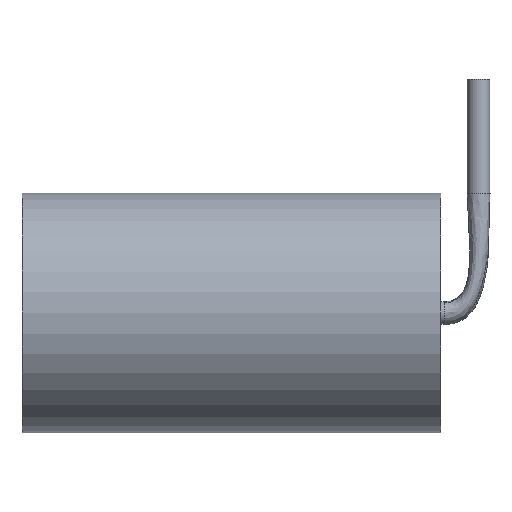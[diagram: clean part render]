
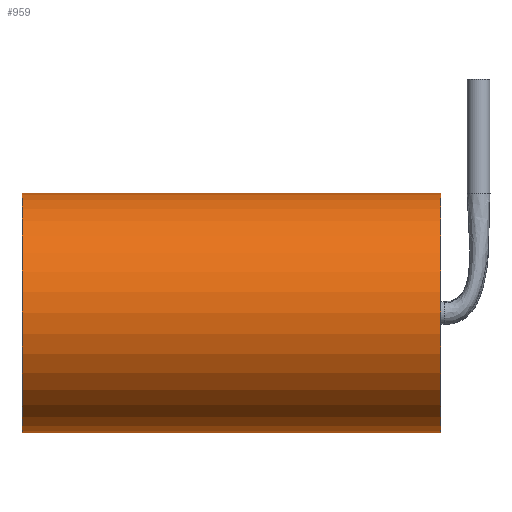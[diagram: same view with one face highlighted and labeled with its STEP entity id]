
A CAD part, front view. The second image highlights one B-rep face of the part: STEP entity #959.
In plain terms, the highlighted cylindrical face has radius 3.15 mm (diameter 6.3 mm), a partial arc.
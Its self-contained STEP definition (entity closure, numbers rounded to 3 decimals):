
#22 = DIRECTION ( 'NONE',  ( 1., 0., 0. ) ) ;
#39 = CYLINDRICAL_SURFACE ( 'NONE', #265, 3.15 ) ;
#77 = EDGE_CURVE ( 'NONE', #937, #780, #617, .T. ) ;
#103 = CARTESIAN_POINT ( 'NONE',  ( 0., 0., 0. ) ) ;
#110 = EDGE_CURVE ( 'NONE', #937, #1028, #432, .T. ) ;
#112 = CARTESIAN_POINT ( 'NONE',  ( -11., 0., 0. ) ) ;
#113 = DIRECTION ( 'NONE',  ( 1., 0., 0. ) ) ;
#120 = FACE_OUTER_BOUND ( 'NONE', #807, .T. ) ;
#142 = LINE ( 'NONE', #989, #266 ) ;
#186 = DIRECTION ( 'NONE',  ( 0., 0., -1. ) ) ;
#197 = EDGE_CURVE ( 'NONE', #1028, #858, #142, .T. ) ;
#200 = CARTESIAN_POINT ( 'NONE',  ( -11., 0., 0. ) ) ;
#246 = AXIS2_PLACEMENT_3D ( 'NONE', #861, #270, #186 ) ;
#265 = AXIS2_PLACEMENT_3D ( 'NONE', #536, #22, #867 ) ;
#266 = VECTOR ( 'NONE', #811, 1000. ) ;
#270 = DIRECTION ( 'NONE',  ( 1., 0., 0. ) ) ;
#325 = EDGE_CURVE ( 'NONE', #780, #858, #907, .T. ) ;
#334 = ORIENTED_EDGE ( 'NONE', *, *, #110, .T. ) ;
#432 = CIRCLE ( 'NONE', #559, 3.15 ) ;
#536 = CARTESIAN_POINT ( 'NONE',  ( -11., 0., -3.15 ) ) ;
#546 = ORIENTED_EDGE ( 'NONE', *, *, #197, .T. ) ;
#559 = AXIS2_PLACEMENT_3D ( 'NONE', #1048, #113, #795 ) ;
#617 = LINE ( 'NONE', #200, #739 ) ;
#626 = ORIENTED_EDGE ( 'NONE', *, *, #325, .F. ) ;
#739 = VECTOR ( 'NONE', #868, 1000. ) ;
#780 = VERTEX_POINT ( 'NONE', #103 ) ;
#795 = DIRECTION ( 'NONE',  ( 0., 0., -1. ) ) ;
#807 = EDGE_LOOP ( 'NONE', ( #881, #334, #546, #626 ) ) ;
#811 = DIRECTION ( 'NONE',  ( 1., 0., 0. ) ) ;
#858 = VERTEX_POINT ( 'NONE', #1014 ) ;
#861 = CARTESIAN_POINT ( 'NONE',  ( 0., 0., -3.15 ) ) ;
#867 = DIRECTION ( 'NONE',  ( 0., 0., -1. ) ) ;
#868 = DIRECTION ( 'NONE',  ( 1., 0., 0. ) ) ;
#881 = ORIENTED_EDGE ( 'NONE', *, *, #77, .F. ) ;
#907 = CIRCLE ( 'NONE', #246, 3.15 ) ;
#937 = VERTEX_POINT ( 'NONE', #112 ) ;
#959 = ADVANCED_FACE ( 'NONE', ( #120 ), #39, .T. ) ;
#989 = CARTESIAN_POINT ( 'NONE',  ( -11., 0., -6.3 ) ) ;
#1014 = CARTESIAN_POINT ( 'NONE',  ( 0., 0., -6.3 ) ) ;
#1028 = VERTEX_POINT ( 'NONE', #1053 ) ;
#1048 = CARTESIAN_POINT ( 'NONE',  ( -11., 0., -3.15 ) ) ;
#1053 = CARTESIAN_POINT ( 'NONE',  ( -11., 0., -6.3 ) ) ;
